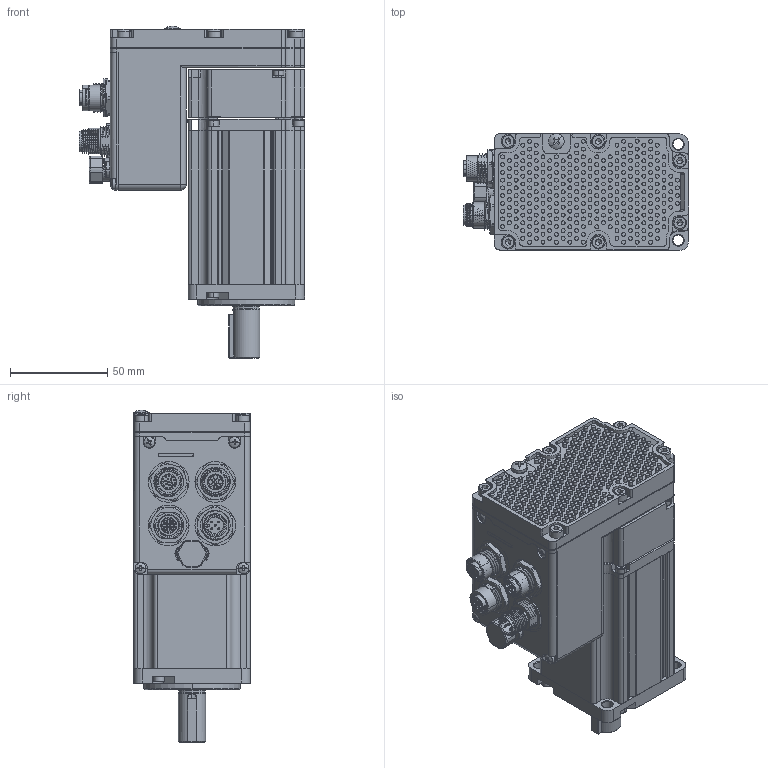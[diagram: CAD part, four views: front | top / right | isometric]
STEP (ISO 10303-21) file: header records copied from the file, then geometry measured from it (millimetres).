
FILE_DESCRIPTION (( 'STEP AP203' ), '1' );
FILE_NAME ('MDX+60-400W Fraba IP65 RC.STEP', '2022-12-12T01:41:27', ( '' ), ( '' ), 'SwSTEP 2.0', 'SolidWorks 2015', '' );
FILE_SCHEMA (( 'CONFIG_CONTROL_DESIGN' ));
Products named in the file (1): MDX+60-400W Fraba IP65 RC
Bounding box: 116.05 x 60.1 x 171.06 mm (x, y, z)
Surface area: 81434 mm2 (no closed solid volume)
Topology: 0 solids, 66 shells, 2299 faces, 6163 edges, 4159 vertices
Faces by surface type: cylinder 1141, plane 794, bspline 134, cone 130, torus 88, sphere 12
Entity records: 99775 total; most frequent: CARTESIAN_POINT 42789, DIRECTION 12399, ORIENTED_EDGE 10852, EDGE_CURVE 6115, AXIS2_PLACEMENT_3D 4901, VERTEX_POINT 4159, EDGE_LOOP 2754, CIRCLE 2735
